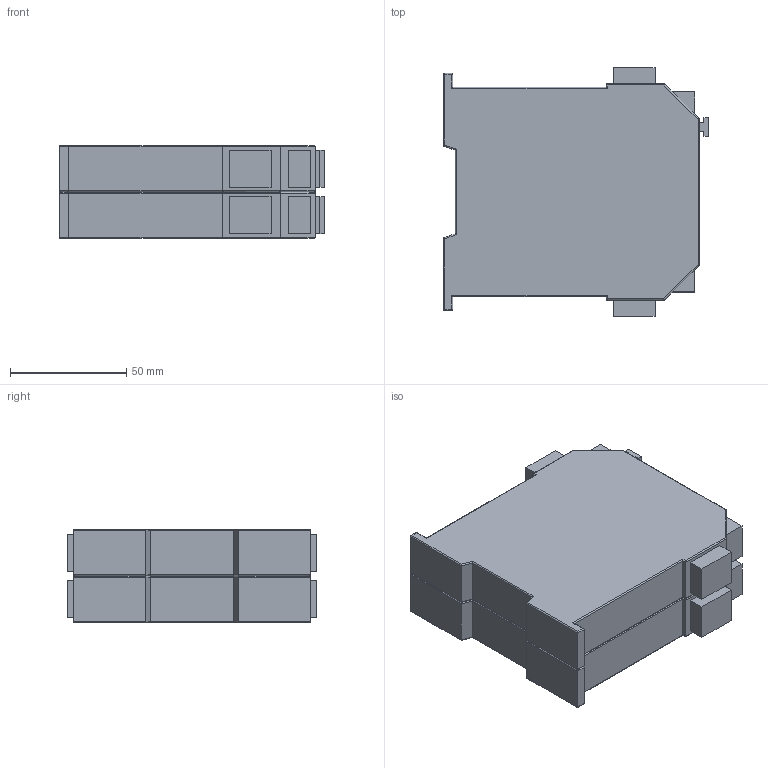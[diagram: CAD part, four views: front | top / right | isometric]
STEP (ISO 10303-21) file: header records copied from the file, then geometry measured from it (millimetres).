
FILE_DESCRIPTION((''),'2;1');
FILE_NAME('KF_D200395A','2005-12-15T',('Pepperl+Fuchs'),('Industriehansa'),'PRO/ENGINEER BY PARAMETRIC TECHNOLOGY CORPORATION, 2005290','PRO/ENGINEER BY PARAMETRIC TECHNOLOGY CORPORATION, 2005290','');
FILE_SCHEMA(('AUTOMOTIVE_DESIGN_CC2 { 1 2 10303 214 -1 1 5 2 }'));
Length unit declared in the file: millimetre
Products named in the file (1): KF_D200395A
Bounding box: 114 x 107 x 40 mm (x, y, z)
Volume: 397786.2 mm3; surface area: 39371.1 mm2
Topology: 1 solids, 1 shells, 164 faces, 366 edges, 214 vertices
Faces by surface type: plane 92, cylinder 72
Entity records: 6249 total; most frequent: CARTESIAN_POINT 1206, ORIENTED_EDGE 732, DIRECTION 622, PRESENTATION_STYLE_ASSIGNMENT 403, STYLED_ITEM 367, CURVE_STYLE 366, EDGE_CURVE 366, VECTOR 294
